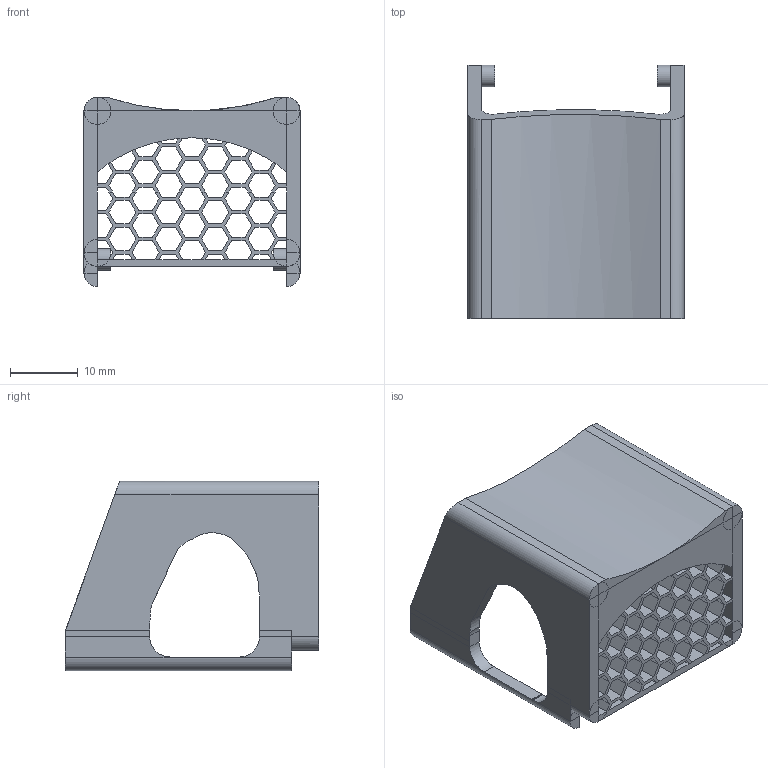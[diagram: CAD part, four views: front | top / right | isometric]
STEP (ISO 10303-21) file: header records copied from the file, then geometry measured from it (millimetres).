
FILE_DESCRIPTION(('FreeCAD Model'),'2;1');
FILE_NAME('Open CASCADE Shape Model','2024-10-28T19:21:44',(''),(''), 'Open CASCADE STEP processor 7.6','FreeCAD','Unknown');
FILE_SCHEMA(('AUTOMOTIVE_DESIGN { 1 0 10303 214 1 1 1 1 }'));
Length unit declared in the file: millimetre
Products named in the file (1): union013
Bounding box: 32 x 37.5 x 28 mm (x, y, z)
Volume: 5528.6 mm3; surface area: 7362.1 mm2
Topology: 1 solids, 1 shells, 424 faces, 1239 edges, 755 vertices
Faces by surface type: plane 378, cylinder 46
Full cylindrical faces by diameter (mm): 3.2 x2
Entity records: 13868 total; most frequent: ORIENTED_EDGE 2478, CARTESIAN_POINT 2419, DIRECTION 2288, EDGE_CURVE 1239, LINE 1040, VECTOR 1040, VERTEX_POINT 755, AXIS2_PLACEMENT_3D 624
